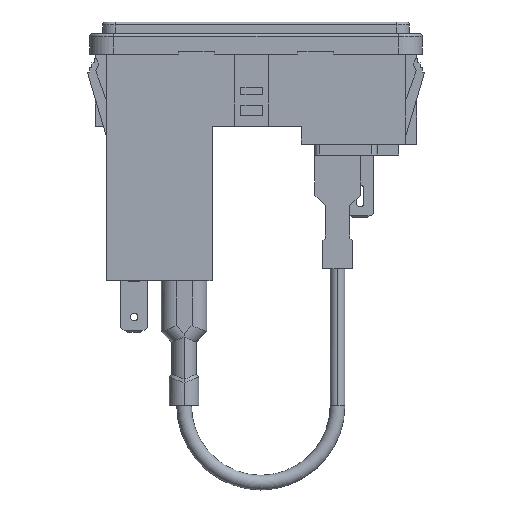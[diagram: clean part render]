
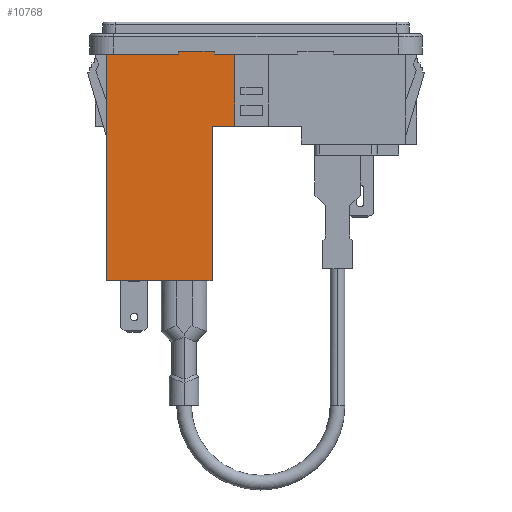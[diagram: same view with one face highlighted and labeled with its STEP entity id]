
A CAD part, left-side view. The second image highlights one B-rep face of the part: STEP entity #10768.
In plain terms, the highlighted planar face has unit normal (-1, 0, 0).
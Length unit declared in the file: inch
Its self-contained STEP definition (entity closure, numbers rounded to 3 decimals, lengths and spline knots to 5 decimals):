
#92 = CARTESIAN_POINT ( 'NONE',  ( -0.51181, 0.59413, -0.205 ) ) ;
#170 = DIRECTION ( 'NONE',  ( 0., -1., 0. ) ) ;
#552 = EDGE_CURVE ( 'NONE', #19078, #14643, #10738, .T. ) ;
#616 = VERTEX_POINT ( 'NONE', #4929 ) ;
#1083 = EDGE_CURVE ( 'NONE', #616, #12879, #20548, .T. ) ;
#1675 = CARTESIAN_POINT ( 'NONE',  ( -0.51181, 0.59413, -1.798 ) ) ;
#1907 = ORIENTED_EDGE ( 'NONE', *, *, #4944, .F. ) ;
#2069 = ORIENTED_EDGE ( 'NONE', *, *, #21325, .F. ) ;
#2919 = VECTOR ( 'NONE', #7993, 39.37008 ) ;
#3414 = ORIENTED_EDGE ( 'NONE', *, *, #1083, .F. ) ;
#3605 = LINE ( 'NONE', #4284, #7809 ) ;
#4066 = DIRECTION ( 'NONE',  ( 0., -1., 0. ) ) ;
#4284 = CARTESIAN_POINT ( 'NONE',  ( -0.51181, 0.53992, -0.215 ) ) ;
#4929 = CARTESIAN_POINT ( 'NONE',  ( -0.51181, 0.28992, -0.205 ) ) ;
#4944 = EDGE_CURVE ( 'NONE', #12879, #18224, #13661, .T. ) ;
#4996 = DIRECTION ( 'NONE',  ( 1., 0., 0. ) ) ;
#5163 = VERTEX_POINT ( 'NONE', #23175 ) ;
#5289 = VECTOR ( 'NONE', #14392, 39.37008 ) ;
#5616 = VECTOR ( 'NONE', #11789, 39.37008 ) ;
#5853 = EDGE_CURVE ( 'NONE', #12812, #5163, #20805, .T. ) ;
#6591 = AXIS2_PLACEMENT_3D ( 'NONE', #19424, #4996, #23023 ) ;
#7253 = DIRECTION ( 'NONE',  ( 0., 0., 1. ) ) ;
#7467 = FACE_OUTER_BOUND ( 'NONE', #21634, .T. ) ;
#7563 = CARTESIAN_POINT ( 'NONE',  ( -0.51181, 1.04, -1.0015 ) ) ;
#7577 = DIRECTION ( 'NONE',  ( 0., 0., -1. ) ) ;
#7791 = CARTESIAN_POINT ( 'NONE',  ( -0.51181, 0.30575, -1.0015 ) ) ;
#7809 = VECTOR ( 'NONE', #16969, 39.37008 ) ;
#7993 = DIRECTION ( 'NONE',  ( 0., -1., 0. ) ) ;
#8179 = CARTESIAN_POINT ( 'NONE',  ( -0.51181, 0.14827, -0.225 ) ) ;
#8300 = LINE ( 'NONE', #13304, #2919 ) ;
#8361 = ORIENTED_EDGE ( 'NONE', *, *, #13880, .F. ) ;
#8895 = ORIENTED_EDGE ( 'NONE', *, *, #552, .F. ) ;
#8993 = EDGE_CURVE ( 'NONE', #5163, #12368, #9889, .T. ) ;
#9889 = LINE ( 'NONE', #16737, #18963 ) ;
#10220 = ORIENTED_EDGE ( 'NONE', *, *, #18764, .F. ) ;
#10627 = CARTESIAN_POINT ( 'NONE',  ( -0.51181, 1.04, -1.798 ) ) ;
#10656 = LINE ( 'NONE', #1675, #5289 ) ;
#10693 = CARTESIAN_POINT ( 'NONE',  ( -0.51181, -0.00008, -0.225 ) ) ;
#10738 = LINE ( 'NONE', #7791, #16146 ) ;
#10768 = ADVANCED_FACE ( 'NONE', ( #7467 ), #21193, .F. ) ;
#11067 = ORIENTED_EDGE ( 'NONE', *, *, #8993, .F. ) ;
#11197 = CARTESIAN_POINT ( 'NONE',  ( -0.51181, 0.28992, -1.0015 ) ) ;
#11366 = DIRECTION ( 'NONE',  ( 0., -1., 0. ) ) ;
#11745 = CARTESIAN_POINT ( 'NONE',  ( -0.51181, 0.14827, -1.0015 ) ) ;
#11789 = DIRECTION ( 'NONE',  ( 0., 0., -1. ) ) ;
#12368 = VERTEX_POINT ( 'NONE', #18496 ) ;
#12436 = LINE ( 'NONE', #92, #16716 ) ;
#12568 = VECTOR ( 'NONE', #22494, 39.37008 ) ;
#12812 = VERTEX_POINT ( 'NONE', #10627 ) ;
#12879 = VERTEX_POINT ( 'NONE', #21548 ) ;
#13304 = CARTESIAN_POINT ( 'NONE',  ( -0.51181, -0.00463, -0.725 ) ) ;
#13349 = VERTEX_POINT ( 'NONE', #19736 ) ;
#13661 = LINE ( 'NONE', #10693, #18472 ) ;
#13880 = EDGE_CURVE ( 'NONE', #14643, #12812, #10656, .T. ) ;
#14392 = DIRECTION ( 'NONE',  ( 0., 1., 0. ) ) ;
#14643 = VERTEX_POINT ( 'NONE', #15349 ) ;
#15349 = CARTESIAN_POINT ( 'NONE',  ( -0.51181, 0.30575, -1.798 ) ) ;
#16094 = VECTOR ( 'NONE', #7253, 39.37008 ) ;
#16112 = ORIENTED_EDGE ( 'NONE', *, *, #18714, .T. ) ;
#16146 = VECTOR ( 'NONE', #7577, 39.37008 ) ;
#16246 = CARTESIAN_POINT ( 'NONE',  ( -0.51181, 0.30575, -0.725 ) ) ;
#16716 = VECTOR ( 'NONE', #170, 39.37008 ) ;
#16737 = CARTESIAN_POINT ( 'NONE',  ( -0.51181, 0.59413, -0.225 ) ) ;
#16969 = DIRECTION ( 'NONE',  ( 0., 0., -1. ) ) ;
#17146 = ORIENTED_EDGE ( 'NONE', *, *, #5853, .F. ) ;
#18224 = VERTEX_POINT ( 'NONE', #8179 ) ;
#18472 = VECTOR ( 'NONE', #11366, 39.37008 ) ;
#18496 = CARTESIAN_POINT ( 'NONE',  ( -0.51181, 0.53992, -0.225 ) ) ;
#18714 = EDGE_CURVE ( 'NONE', #19078, #22244, #8300, .T. ) ;
#18764 = EDGE_CURVE ( 'NONE', #18224, #22244, #22103, .T. ) ;
#18963 = VECTOR ( 'NONE', #4066, 39.37008 ) ;
#19078 = VERTEX_POINT ( 'NONE', #16246 ) ;
#19401 = CARTESIAN_POINT ( 'NONE',  ( -0.51181, 0.14827, -0.725 ) ) ;
#19424 = CARTESIAN_POINT ( 'NONE',  ( -0.51181, 0.14827, -0.205 ) ) ;
#19736 = CARTESIAN_POINT ( 'NONE',  ( -0.51181, 0.53992, -0.205 ) ) ;
#20548 = LINE ( 'NONE', #11197, #5616 ) ;
#20805 = LINE ( 'NONE', #7563, #16094 ) ;
#21193 = PLANE ( 'NONE',  #6591 ) ;
#21325 = EDGE_CURVE ( 'NONE', #13349, #616, #12436, .T. ) ;
#21548 = CARTESIAN_POINT ( 'NONE',  ( -0.51181, 0.28992, -0.225 ) ) ;
#21634 = EDGE_LOOP ( 'NONE', ( #10220, #1907, #3414, #2069, #22319, #11067, #17146, #8361, #8895, #16112 ) ) ;
#22103 = LINE ( 'NONE', #11745, #12568 ) ;
#22244 = VERTEX_POINT ( 'NONE', #19401 ) ;
#22319 = ORIENTED_EDGE ( 'NONE', *, *, #23478, .T. ) ;
#22494 = DIRECTION ( 'NONE',  ( 0., 0., -1. ) ) ;
#23023 = DIRECTION ( 'NONE',  ( 0., 0., -1. ) ) ;
#23175 = CARTESIAN_POINT ( 'NONE',  ( -0.51181, 1.04, -0.225 ) ) ;
#23478 = EDGE_CURVE ( 'NONE', #13349, #12368, #3605, .T. ) ;
